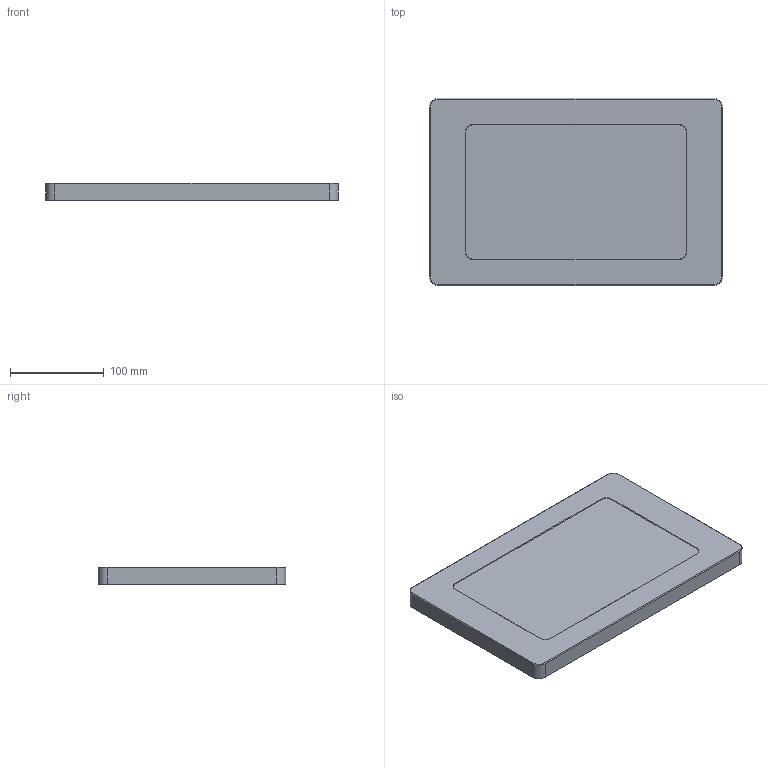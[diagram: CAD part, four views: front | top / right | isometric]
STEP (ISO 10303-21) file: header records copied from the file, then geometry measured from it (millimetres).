
FILE_DESCRIPTION(/* description */ (''),/* implementation_level */ '2;1');
FILE_NAME(/* name */ 'VB_VESA_GTE096.stp',/* time_stamp */ '2019-08-26T16:54:47-04:00',/* author */ ('NickC'),/* organization */ (''),/* preprocessor_version */ 'ST-DEVELOPER v17',/* originating_system */ 'Autodesk Inventor 2019',/* authorisation */ '');
FILE_SCHEMA (('AUTOMOTIVE_DESIGN { 1 0 10303 214 3 1 1 }'));
Length unit declared in the file: inch
Products named in the file (1): Part1
Bounding box: 313.06 x 200.36 x 19.05 mm (x, y, z)
Volume: 1167453.9 mm3; surface area: 145823.8 mm2
Topology: 1 solids, 8 shells, 629 faces, 1623 edges, 1076 vertices
Faces by surface type: plane 456, cone 91, cylinder 54, bspline 28
Full cylindrical faces by diameter (mm): 2.438 x10, 3.251 x4, 4.496 x7, 38.1 x1
Entity records: 21393 total; most frequent: CARTESIAN_POINT 5743, ORIENTED_EDGE 3246, DIRECTION 2877, EDGE_CURVE 1623, LINE 1161, VECTOR 1161, VERTEX_POINT 1076, AXIS2_PLACEMENT_3D 858
